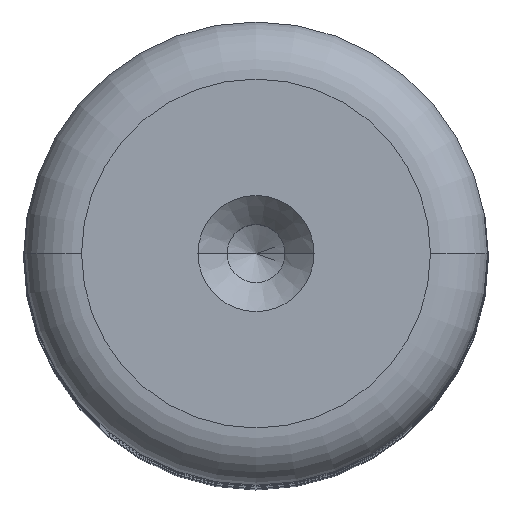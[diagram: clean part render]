
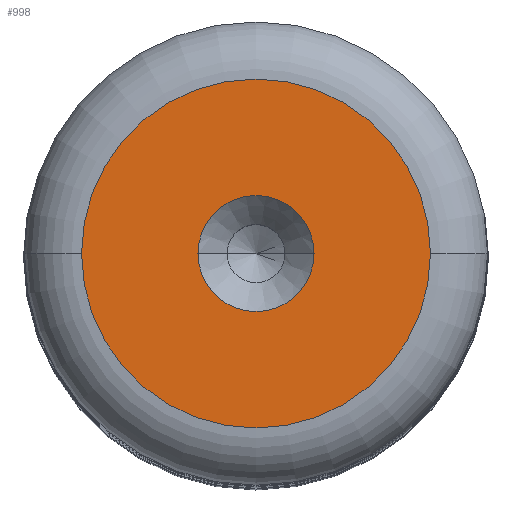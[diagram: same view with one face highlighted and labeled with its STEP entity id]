
A CAD part, top view. The second image highlights one B-rep face of the part: STEP entity #998.
In plain terms, the highlighted planar face has unit normal (0, 0, 1).
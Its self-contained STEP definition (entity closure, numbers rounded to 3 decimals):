
#43 = EDGE_LOOP ( 'NONE', ( #1690, #478 ) ) ;
#65 = ORIENTED_EDGE ( 'NONE', *, *, #949, .T. ) ;
#107 = DIRECTION ( 'NONE',  ( 0., 0., 1. ) ) ;
#259 = CARTESIAN_POINT ( 'NONE',  ( 0., 0., 40. ) ) ;
#273 = ORIENTED_EDGE ( 'NONE', *, *, #1441, .T. ) ;
#281 = EDGE_CURVE ( 'NONE', #675, #1748, #540, .T. ) ;
#282 = CARTESIAN_POINT ( 'NONE',  ( -1., 0., 40. ) ) ;
#302 = AXIS2_PLACEMENT_3D ( 'NONE', #966, #107, #1103 ) ;
#354 = FACE_BOUND ( 'NONE', #43, .T. ) ;
#366 = DIRECTION ( 'NONE',  ( 0., 0., 1. ) ) ;
#411 = DIRECTION ( 'NONE',  ( 1., 0., 0. ) ) ;
#478 = ORIENTED_EDGE ( 'NONE', *, *, #1463, .F. ) ;
#528 = CARTESIAN_POINT ( 'NONE',  ( 1., 0., 40. ) ) ;
#540 = CIRCLE ( 'NONE', #1820, 1. ) ;
#571 = AXIS2_PLACEMENT_3D ( 'NONE', #1221, #366, #1370 ) ;
#588 = AXIS2_PLACEMENT_3D ( 'NONE', #259, #1257, #411 ) ;
#659 = DIRECTION ( 'NONE',  ( 1., 0., 0. ) ) ;
#675 = VERTEX_POINT ( 'NONE', #528 ) ;
#685 = CARTESIAN_POINT ( 'NONE',  ( -3.008, 0., 40. ) ) ;
#731 = CIRCLE ( 'NONE', #302, 3.008 ) ;
#944 = AXIS2_PLACEMENT_3D ( 'NONE', #1070, #1517, #659 ) ;
#949 = EDGE_CURVE ( 'NONE', #1498, #970, #1491, .T. ) ;
#966 = CARTESIAN_POINT ( 'NONE',  ( 0., 0., 40. ) ) ;
#970 = VERTEX_POINT ( 'NONE', #1639 ) ;
#998 = ADVANCED_FACE ( 'NONE', ( #354, #1806 ), #1375, .T. ) ;
#1070 = CARTESIAN_POINT ( 'NONE',  ( 0., 0., 40. ) ) ;
#1103 = DIRECTION ( 'NONE',  ( 1., 0., 0. ) ) ;
#1221 = CARTESIAN_POINT ( 'NONE',  ( 0., 0., 40. ) ) ;
#1257 = DIRECTION ( 'NONE',  ( 0., 0., 1. ) ) ;
#1370 = DIRECTION ( 'NONE',  ( 1., 0., 0. ) ) ;
#1375 = PLANE ( 'NONE',  #944 ) ;
#1385 = DIRECTION ( 'NONE',  ( 1., 0., 0. ) ) ;
#1398 = DIRECTION ( 'NONE',  ( 0., 0., 1. ) ) ;
#1410 = CARTESIAN_POINT ( 'NONE',  ( 0., 0., 40. ) ) ;
#1441 = EDGE_CURVE ( 'NONE', #970, #1498, #731, .T. ) ;
#1447 = CIRCLE ( 'NONE', #588, 1. ) ;
#1463 = EDGE_CURVE ( 'NONE', #1748, #675, #1447, .T. ) ;
#1491 = CIRCLE ( 'NONE', #571, 3.008 ) ;
#1498 = VERTEX_POINT ( 'NONE', #685 ) ;
#1517 = DIRECTION ( 'NONE',  ( 0., 0., 1. ) ) ;
#1639 = CARTESIAN_POINT ( 'NONE',  ( 3.008, 0., 40. ) ) ;
#1690 = ORIENTED_EDGE ( 'NONE', *, *, #281, .F. ) ;
#1709 = EDGE_LOOP ( 'NONE', ( #273, #65 ) ) ;
#1748 = VERTEX_POINT ( 'NONE', #282 ) ;
#1806 = FACE_OUTER_BOUND ( 'NONE', #1709, .T. ) ;
#1820 = AXIS2_PLACEMENT_3D ( 'NONE', #1410, #1398, #1385 ) ;
